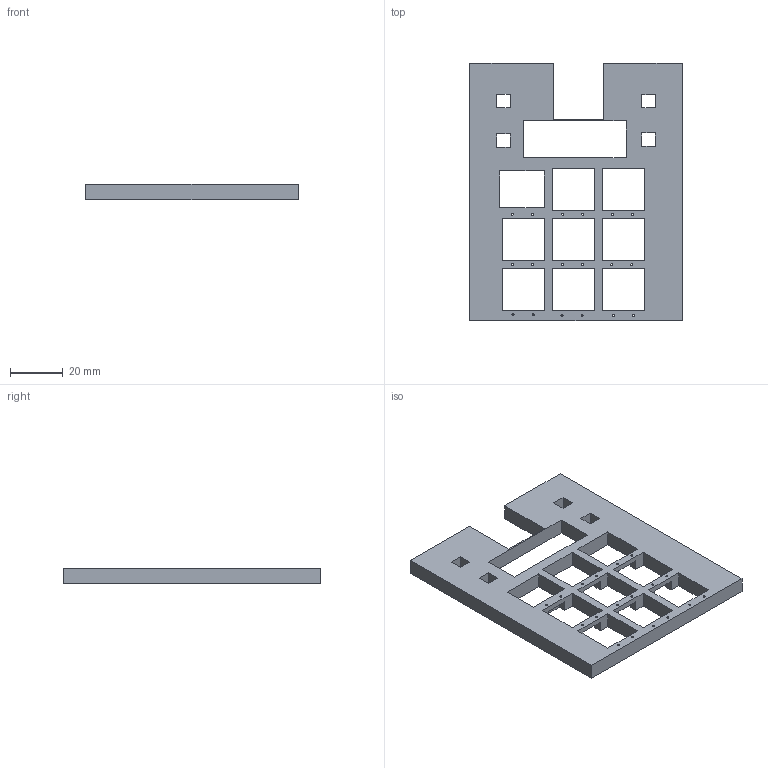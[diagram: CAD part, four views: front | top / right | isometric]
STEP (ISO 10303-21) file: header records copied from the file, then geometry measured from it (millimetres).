
FILE_DESCRIPTION(/* description */ (''),/* implementation_level */ '2;1');
FILE_NAME(/* name */ 'Top.step',/* time_stamp */ '2026-02-15T23:09:18Z',/* author */ (''),/* organization */ (''),/* preprocessor_version */ 'ST-DEVELOPER v20.1',/* originating_system */ 'Autodesk Translation Framework v14.24.0.0',/* authorisation */ '');
FILE_SCHEMA (('AUTOMOTIVE_DESIGN { 1 0 10303 214 3 1 1 }'));
Length unit declared in the file: millimetre
Products named in the file (1): 2026-02-15-15-15-30-060
Bounding box: 80.5 x 97.53 x 6 mm (x, y, z)
Volume: 26071.1 mm3; surface area: 15906.2 mm2
Topology: 1 solids, 1 shells, 115 faces, 354 edges, 236 vertices
Faces by surface type: plane 97, cylinder 18
Full cylindrical faces by diameter (mm): 0.775 x18
Entity records: 4054 total; most frequent: ORIENTED_EDGE 708, CARTESIAN_POINT 706, DIRECTION 622, EDGE_CURVE 354, LINE 318, VECTOR 318, VERTEX_POINT 236, EDGE_LOOP 174
